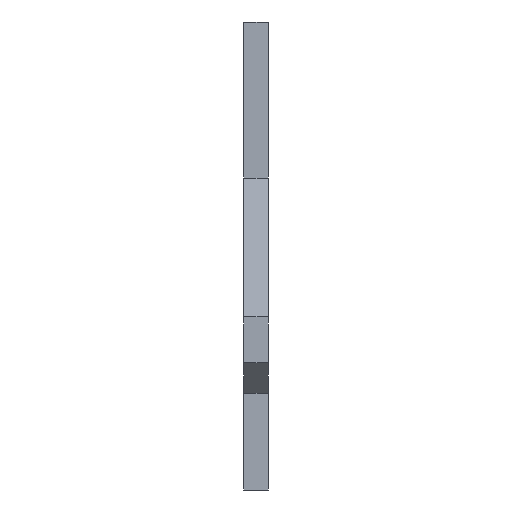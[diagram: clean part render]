
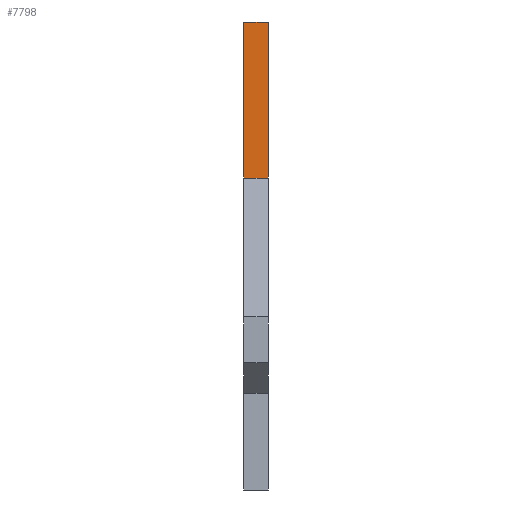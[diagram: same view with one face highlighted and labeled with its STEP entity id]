
A CAD part, left-side view. The second image highlights one B-rep face of the part: STEP entity #7798.
In plain terms, the highlighted planar face has unit normal (-1, 0, 0).
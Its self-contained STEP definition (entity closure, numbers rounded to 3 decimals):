
#7798 = ADVANCED_FACE('',(#7799),#7813,.T.);
#7799 = FACE_BOUND('',#7800,.T.);
#7800 = EDGE_LOOP('',(#7801,#7836,#7864,#7892));
#7801 = ORIENTED_EDGE('',*,*,#7802,.F.);
#7802 = EDGE_CURVE('',#7803,#7805,#7807,.T.);
#7803 = VERTEX_POINT('',#7804);
#7804 = CARTESIAN_POINT('',(-16.76,-0.2,6.075));
#7805 = VERTEX_POINT('',#7806);
#7806 = CARTESIAN_POINT('',(-16.76,-0.2,3.525));
#7807 = SURFACE_CURVE('',#7808,(#7812,#7824),.PCURVE_S1.);
#7808 = LINE('',#7809,#7810);
#7809 = CARTESIAN_POINT('',(-16.76,-0.2,6.075));
#7810 = VECTOR('',#7811,1.);
#7811 = DIRECTION('',(0.,0.,-1.));
#7812 = PCURVE('',#7813,#7818);
#7813 = PLANE('',#7814);
#7814 = AXIS2_PLACEMENT_3D('',#7815,#7816,#7817);
#7815 = CARTESIAN_POINT('',(-16.76,0.2,6.075));
#7816 = DIRECTION('',(-1.,0.,0.));
#7817 = DIRECTION('',(0.,0.,1.));
#7818 = DEFINITIONAL_REPRESENTATION('',(#7819),#7823);
#7819 = LINE('',#7820,#7821);
#7820 = CARTESIAN_POINT('',(-0.,-0.4));
#7821 = VECTOR('',#7822,1.);
#7822 = DIRECTION('',(-1.,0.));
#7823 = ( GEOMETRIC_REPRESENTATION_CONTEXT(2) 
PARAMETRIC_REPRESENTATION_CONTEXT() REPRESENTATION_CONTEXT('2D SPACE',''
  ) );
#7824 = PCURVE('',#7825,#7830);
#7825 = PLANE('',#7826);
#7826 = AXIS2_PLACEMENT_3D('',#7827,#7828,#7829);
#7827 = CARTESIAN_POINT('',(-16.51,-0.2,6.075));
#7828 = DIRECTION('',(0.,1.,0.));
#7829 = DIRECTION('',(1.,0.,0.));
#7830 = DEFINITIONAL_REPRESENTATION('',(#7831),#7835);
#7831 = LINE('',#7832,#7833);
#7832 = CARTESIAN_POINT('',(-0.25,0.));
#7833 = VECTOR('',#7834,1.);
#7834 = DIRECTION('',(0.,1.));
#7835 = ( GEOMETRIC_REPRESENTATION_CONTEXT(2) 
PARAMETRIC_REPRESENTATION_CONTEXT() REPRESENTATION_CONTEXT('2D SPACE',''
  ) );
#7836 = ORIENTED_EDGE('',*,*,#7837,.F.);
#7837 = EDGE_CURVE('',#7838,#7803,#7840,.T.);
#7838 = VERTEX_POINT('',#7839);
#7839 = CARTESIAN_POINT('',(-16.76,0.2,6.075));
#7840 = SURFACE_CURVE('',#7841,(#7845,#7852),.PCURVE_S1.);
#7841 = LINE('',#7842,#7843);
#7842 = CARTESIAN_POINT('',(-16.76,0.2,6.075));
#7843 = VECTOR('',#7844,1.);
#7844 = DIRECTION('',(0.,-1.,0.));
#7845 = PCURVE('',#7813,#7846);
#7846 = DEFINITIONAL_REPRESENTATION('',(#7847),#7851);
#7847 = LINE('',#7848,#7849);
#7848 = CARTESIAN_POINT('',(0.,0.));
#7849 = VECTOR('',#7850,1.);
#7850 = DIRECTION('',(0.,-1.));
#7851 = ( GEOMETRIC_REPRESENTATION_CONTEXT(2) 
PARAMETRIC_REPRESENTATION_CONTEXT() REPRESENTATION_CONTEXT('2D SPACE',''
  ) );
#7852 = PCURVE('',#7853,#7858);
#7853 = PLANE('',#7854);
#7854 = AXIS2_PLACEMENT_3D('',#7855,#7856,#7857);
#7855 = CARTESIAN_POINT('',(-16.26,0.2,6.075));
#7856 = DIRECTION('',(0.,0.,1.));
#7857 = DIRECTION('',(0.,-1.,0.));
#7858 = DEFINITIONAL_REPRESENTATION('',(#7859),#7863);
#7859 = LINE('',#7860,#7861);
#7860 = CARTESIAN_POINT('',(0.,-0.5));
#7861 = VECTOR('',#7862,1.);
#7862 = DIRECTION('',(1.,0.));
#7863 = ( GEOMETRIC_REPRESENTATION_CONTEXT(2) 
PARAMETRIC_REPRESENTATION_CONTEXT() REPRESENTATION_CONTEXT('2D SPACE',''
  ) );
#7864 = ORIENTED_EDGE('',*,*,#7865,.T.);
#7865 = EDGE_CURVE('',#7838,#7866,#7868,.T.);
#7866 = VERTEX_POINT('',#7867);
#7867 = CARTESIAN_POINT('',(-16.76,0.2,3.525));
#7868 = SURFACE_CURVE('',#7869,(#7873,#7880),.PCURVE_S1.);
#7869 = LINE('',#7870,#7871);
#7870 = CARTESIAN_POINT('',(-16.76,0.2,6.075));
#7871 = VECTOR('',#7872,1.);
#7872 = DIRECTION('',(0.,0.,-1.));
#7873 = PCURVE('',#7813,#7874);
#7874 = DEFINITIONAL_REPRESENTATION('',(#7875),#7879);
#7875 = LINE('',#7876,#7877);
#7876 = CARTESIAN_POINT('',(0.,0.));
#7877 = VECTOR('',#7878,1.);
#7878 = DIRECTION('',(-1.,0.));
#7879 = ( GEOMETRIC_REPRESENTATION_CONTEXT(2) 
PARAMETRIC_REPRESENTATION_CONTEXT() REPRESENTATION_CONTEXT('2D SPACE',''
  ) );
#7880 = PCURVE('',#7881,#7886);
#7881 = PLANE('',#7882);
#7882 = AXIS2_PLACEMENT_3D('',#7883,#7884,#7885);
#7883 = CARTESIAN_POINT('',(-16.51,0.2,6.075));
#7884 = DIRECTION('',(0.,1.,0.));
#7885 = DIRECTION('',(1.,0.,0.));
#7886 = DEFINITIONAL_REPRESENTATION('',(#7887),#7891);
#7887 = LINE('',#7888,#7889);
#7888 = CARTESIAN_POINT('',(-0.25,0.));
#7889 = VECTOR('',#7890,1.);
#7890 = DIRECTION('',(0.,1.));
#7891 = ( GEOMETRIC_REPRESENTATION_CONTEXT(2) 
PARAMETRIC_REPRESENTATION_CONTEXT() REPRESENTATION_CONTEXT('2D SPACE',''
  ) );
#7892 = ORIENTED_EDGE('',*,*,#7893,.T.);
#7893 = EDGE_CURVE('',#7866,#7805,#7894,.T.);
#7894 = SURFACE_CURVE('',#7895,(#7899,#7906),.PCURVE_S1.);
#7895 = LINE('',#7896,#7897);
#7896 = CARTESIAN_POINT('',(-16.76,0.2,3.525));
#7897 = VECTOR('',#7898,1.);
#7898 = DIRECTION('',(0.,-1.,0.));
#7899 = PCURVE('',#7813,#7900);
#7900 = DEFINITIONAL_REPRESENTATION('',(#7901),#7905);
#7901 = LINE('',#7902,#7903);
#7902 = CARTESIAN_POINT('',(-2.55,0.));
#7903 = VECTOR('',#7904,1.);
#7904 = DIRECTION('',(0.,-1.));
#7905 = ( GEOMETRIC_REPRESENTATION_CONTEXT(2) 
PARAMETRIC_REPRESENTATION_CONTEXT() REPRESENTATION_CONTEXT('2D SPACE',''
  ) );
#7906 = PCURVE('',#7907,#7912);
#7907 = PLANE('',#7908);
#7908 = AXIS2_PLACEMENT_3D('',#7909,#7910,#7911);
#7909 = CARTESIAN_POINT('',(-16.76,0.2,3.525));
#7910 = DIRECTION('',(-0.948,0.,0.319)
  );
#7911 = DIRECTION('',(0.319,0.,0.948)
  );
#7912 = DEFINITIONAL_REPRESENTATION('',(#7913),#7917);
#7913 = LINE('',#7914,#7915);
#7914 = CARTESIAN_POINT('',(0.,0.));
#7915 = VECTOR('',#7916,1.);
#7916 = DIRECTION('',(0.,-1.));
#7917 = ( GEOMETRIC_REPRESENTATION_CONTEXT(2) 
PARAMETRIC_REPRESENTATION_CONTEXT() REPRESENTATION_CONTEXT('2D SPACE',''
  ) );
